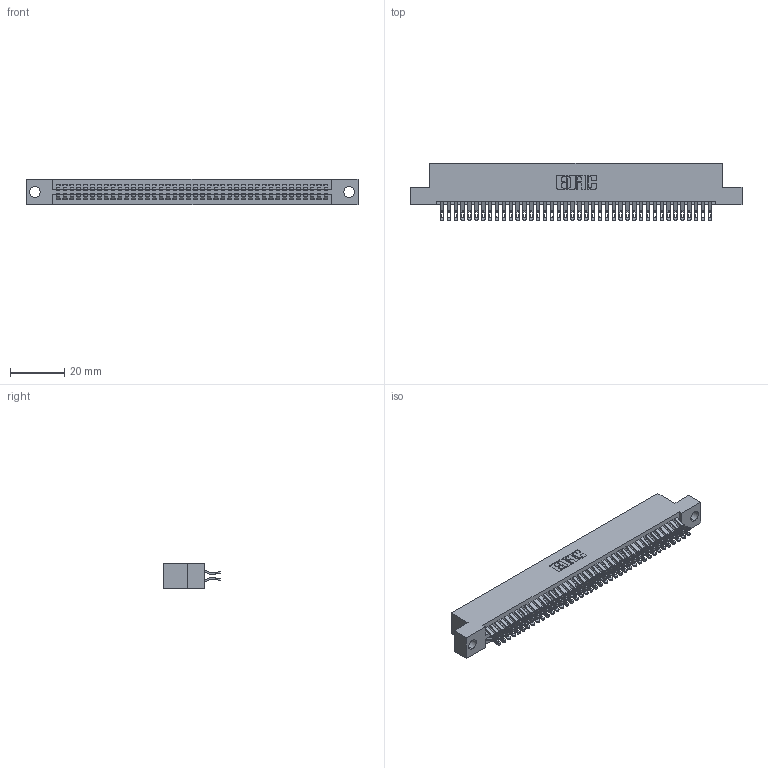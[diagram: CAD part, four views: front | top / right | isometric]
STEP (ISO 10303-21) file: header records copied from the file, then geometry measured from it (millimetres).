
FILE_DESCRIPTION (( 'STEP AP203' ), '1' );
FILE_NAME ('345-080-555-204.STEP', '2018-10-03T18:41:13', ( '' ), ( '' ), 'SwSTEP 2.0', 'SolidWorks 2016', '' );
FILE_SCHEMA (( 'CONFIG_CONTROL_DESIGN' ));
Length unit declared in the file: inch
Products named in the file (3): 345 Part_Flush Mounting Lugs - 0.156 Dia-TH; 345-292-001_555 Tail; 345-080-555-204
Assembly tree (81 placements, depth 2):
  345-080-555-204
    345 Part_Flush Mounting Lugs - 0.156 Dia-TH
    345-292-001_555 Tail  x80
Bounding box: 122.81 x 21.13 x 9.4 mm (x, y, z)
Volume: 12055.4 mm3; surface area: 18403.4 mm2
Topology: 81 solids, 81 shells, 4606 faces, 14501 edges, 9666 vertices
Faces by surface type: plane 2560, cylinder 2046
Entity records: 31983 total; most frequent: CARTESIAN_POINT 5398, ORIENTED_EDGE 5302, DIRECTION 4731, EDGE_CURVE 2651, LINE 2339, VECTOR 2339, VERTEX_POINT 1766, AXIS2_PLACEMENT_3D 1196
